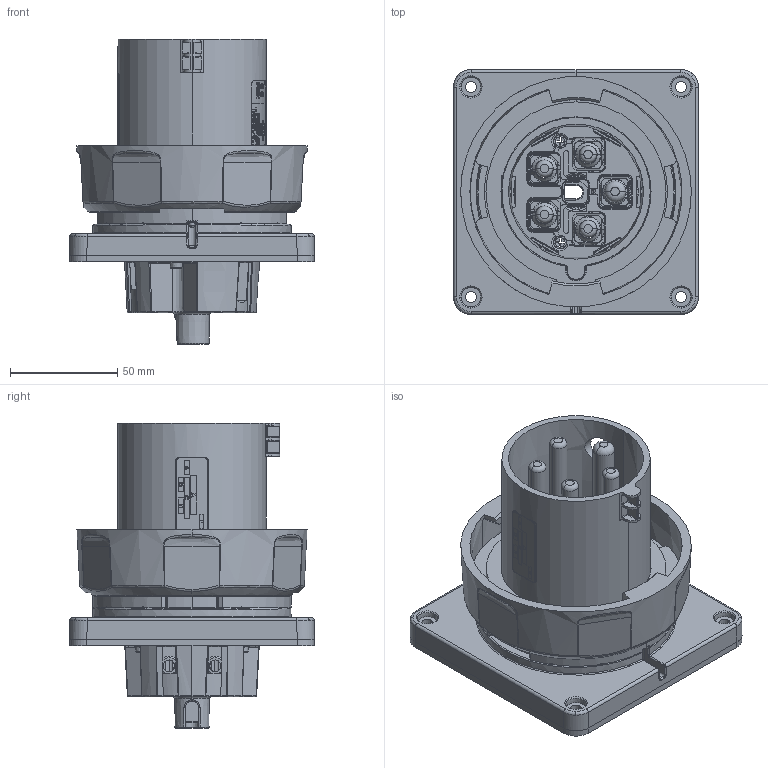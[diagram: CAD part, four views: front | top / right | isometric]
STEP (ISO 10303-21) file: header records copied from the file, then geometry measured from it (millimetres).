
FILE_DESCRIPTION (( 'STEP AP214' ), '1' );
FILE_NAME ('ORB6404-M02.STEP', '2019-03-05T19:43:07', ( '' ), ( '' ), 'SwSTEP 2.0', 'SolidWorks 2017', '' );
FILE_SCHEMA (( 'AUTOMOTIVE_DESIGN' ));
Length unit declared in the file: inch
Products named in the file (1): ORB6404-M02
Bounding box: 114.3 x 114.3 x 142.54 mm (x, y, z)
Surface area: 188276.3 mm2 (no closed solid volume)
Topology: 0 solids, 75 shells, 1647 faces, 6368 edges, 4580 vertices
Faces by surface type: plane 505, bspline 408, cylinder 332, cone 205, torus 151, sphere 46
Entity records: 127817 total; most frequent: CARTESIAN_POINT 59846, ORIENTED_EDGE 9299, DIRECTION 8282, EDGE_CURVE 6323, VERTEX_POINT 4580, AXIS2_PLACEMENT_3D 2953, VECTOR 2376, LINE 2376
